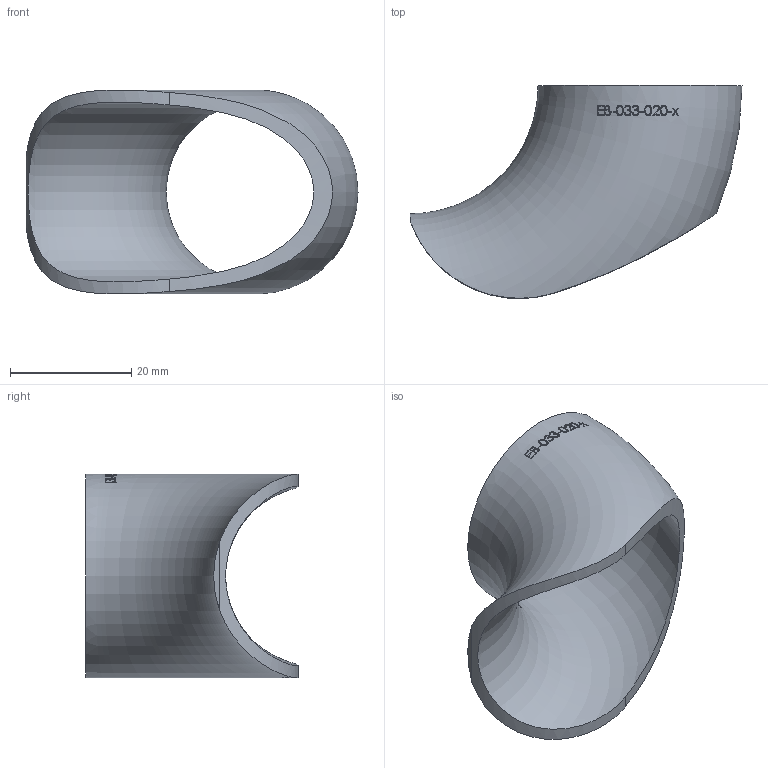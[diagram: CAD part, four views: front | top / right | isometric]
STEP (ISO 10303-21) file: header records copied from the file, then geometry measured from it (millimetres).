
FILE_DESCRIPTION (( 'STEP AP214' ), '1' );
FILE_NAME ('EB-033-020-x Einschweissbogen 2208.STEP', '2022-08-30T08:35:59', ( '' ), ( '' ), 'SwSTEP 2.0', 'SolidWorks 2019', '' );
FILE_SCHEMA (( 'AUTOMOTIVE_DESIGN' ));
Length unit declared in the file: millimetre
Products named in the file (1): EB-033-020-x Einschweissbogen 2208
Bounding box: 54.85 x 35.16 x 33.7 mm (x, y, z)
Volume: 6997 mm3; surface area: 7534.4 mm2
Topology: 1 solids, 1 shells, 150 faces, 402 edges, 270 vertices
Faces by surface type: bspline 128, torus 19, plane 2, cylinder 1
Entity records: 16085 total; most frequent: CARTESIAN_POINT 11934, ORIENTED_EDGE 796, EDGE_CURVE 398, B_SPLINE_CURVE_WITH_KNOTS 392, VERTEX_POINT 268, EDGE_LOOP 170, FACE_OUTER_BOUND 152, ADVANCED_FACE 150
